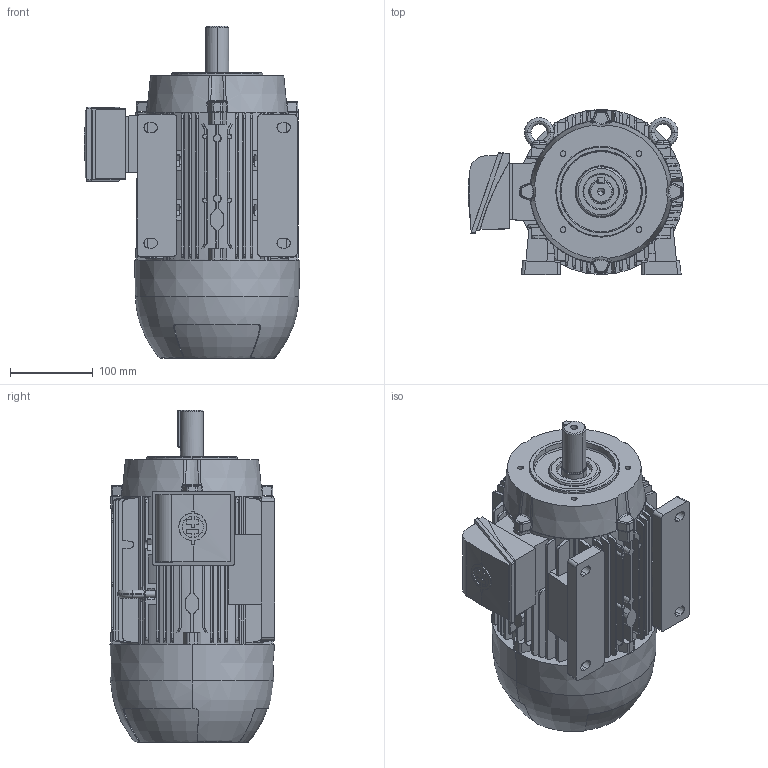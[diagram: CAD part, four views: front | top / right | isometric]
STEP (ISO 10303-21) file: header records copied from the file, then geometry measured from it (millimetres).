
FILE_DESCRIPTION (( 'STEP AP203' ), '1' );
FILE_NAME ('100L_CP_DI_RIGHT.STEP', '2022-06-09T19:28:11', ( '' ), ( '' ), 'SwSTEP 2.0', 'SolidWorks 2020', '' );
FILE_SCHEMA (( 'CONFIG_CONTROL_DESIGN' ));
Length unit declared in the file: millimetre
Products named in the file (10): 00404_50.5307.044; 500014958; 105012066; 500014957_10.5007.074; 500014967_L; 00411_50.5203.029; 105032001_10.5032.019- 8 x 7 x 45; 00401_105006110; 100L_CP_DI_RIGHT; 105035133_505007685 - C-160
Assembly tree (11 placements, depth 2):
  100L_CP_DI_RIGHT
    00411_50.5203.029
    105032001_10.5032.019- 8 x 7 x 45
    105035133_505007685 - C-160
    500014967_L
    105012066  x2
    00404_50.5307.044
    00401_105006110  x2
    500014957_10.5007.074
    500014958
Bounding box: 260.94 x 200.04 x 402 mm (x, y, z)
Volume: 9633946.9 mm3; surface area: 665802.2 mm2
Topology: 11 solids, 11 shells, 1447 faces, 3929 edges, 2559 vertices
Faces by surface type: plane 844, cylinder 413, cone 71, bspline 56, torus 55, sphere 8
Entity records: 46371 total; most frequent: CARTESIAN_POINT 11604, ORIENTED_EDGE 7448, DIRECTION 6637, EDGE_CURVE 3724, VERTEX_POINT 2436, VECTOR 2311, LINE 2311, AXIS2_PLACEMENT_3D 2163
